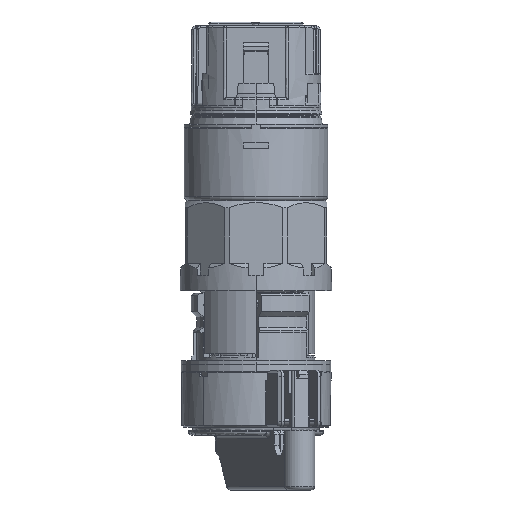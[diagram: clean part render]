
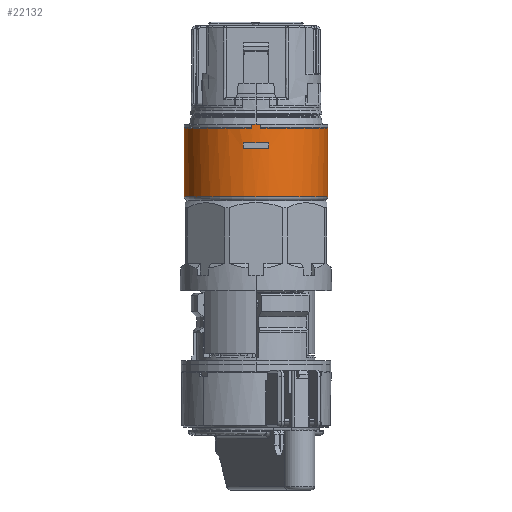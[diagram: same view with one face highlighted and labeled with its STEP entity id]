
A CAD part, front view. The second image highlights one B-rep face of the part: STEP entity #22132.
In plain terms, the highlighted cylindrical face has radius 18.25 mm (diameter 36.5 mm), a partial arc.
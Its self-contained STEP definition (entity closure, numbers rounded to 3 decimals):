
#1355 = CARTESIAN_POINT ( 'NONE',  ( 1.116, -18.216, 27.532 ) ) ;
#1666 = AXIS2_PLACEMENT_3D ( 'NONE', #41067, #86956, #106266 ) ;
#2350 = CIRCLE ( 'NONE', #74931, 18.25 ) ;
#2802 = CARTESIAN_POINT ( 'NONE',  ( -18.25, 0., 0. ) ) ;
#3518 = CARTESIAN_POINT ( 'NONE',  ( 3.295, -17.95, 21.948 ) ) ;
#3819 = DIRECTION ( 'NONE',  ( 0., 0., 1. ) ) ;
#4727 = CIRCLE ( 'NONE', #1666, 18.25 ) ;
#5004 = CARTESIAN_POINT ( 'NONE',  ( 0., 0., 9.698 ) ) ;
#5262 = CARTESIAN_POINT ( 'NONE',  ( 18.25, 0., 27.198 ) ) ;
#7841 = CARTESIAN_POINT ( 'NONE',  ( -3.295, -17.95, 21.948 ) ) ;
#8244 = CYLINDRICAL_SURFACE ( 'NONE', #58528, 18.25 ) ;
#8673 = VECTOR ( 'NONE', #58563, 1000. ) ;
#9413 = ORIENTED_EDGE ( 'NONE', *, *, #114666, .T. ) ;
#9528 = VERTEX_POINT ( 'NONE', #3518 ) ;
#9756 = VERTEX_POINT ( 'NONE', #7841 ) ;
#10157 = DIRECTION ( 'NONE',  ( 0., 0., 1. ) ) ;
#11464 = VERTEX_POINT ( 'NONE', #90692 ) ;
#12580 = EDGE_CURVE ( 'NONE', #18211, #22357, #2350, .T. ) ;
#12940 = EDGE_CURVE ( 'NONE', #31027, #11464, #16606, .T. ) ;
#12950 = EDGE_LOOP ( 'NONE', ( #36736, #80765, #85859, #92509, #24521, #59560, #45628, #35991 ) ) ;
#13199 =( BOUNDED_CURVE ( )  B_SPLINE_CURVE ( 3, ( #31231, #113695, #40096, #114888 ),
 .UNSPECIFIED., .F., .F. ) 
 B_SPLINE_CURVE_WITH_KNOTS ( ( 4, 4 ),
 ( 4.648, 4.658 ),
 .UNSPECIFIED. ) 
 CURVE ( )  GEOMETRIC_REPRESENTATION_ITEM ( )  RATIONAL_B_SPLINE_CURVE ( ( 1., 1., 1., 1. ) ) 
 REPRESENTATION_ITEM ( '' )  );
#13280 = CARTESIAN_POINT ( 'NONE',  ( 0., 0., 0. ) ) ;
#13677 = DIRECTION ( 'NONE',  ( 0., 0., 1. ) ) ;
#14391 = AXIS2_PLACEMENT_3D ( 'NONE', #56014, #65697, #65318 ) ;
#14720 = VERTEX_POINT ( 'NONE', #50058 ) ;
#15253 =( BOUNDED_CURVE ( )  B_SPLINE_CURVE ( 3, ( #93136, #56510, #1355, #66193 ),
 .UNSPECIFIED., .F., .F. ) 
 B_SPLINE_CURVE_WITH_KNOTS ( ( 4, 4 ),
 ( 1.626, 1.635 ),
 .UNSPECIFIED. ) 
 CURVE ( )  GEOMETRIC_REPRESENTATION_ITEM ( )  RATIONAL_B_SPLINE_CURVE ( ( 1., 1., 1., 1. ) ) 
 REPRESENTATION_ITEM ( '' )  );
#16606 = LINE ( 'NONE', #2802, #103083 ) ;
#18211 = VERTEX_POINT ( 'NONE', #18608 ) ;
#18608 = CARTESIAN_POINT ( 'NONE',  ( -3.295, -17.95, 23.448 ) ) ;
#22132 = ADVANCED_FACE ( 'NONE', ( #40042, #61560 ), #8244, .T. ) ;
#22357 = VERTEX_POINT ( 'NONE', #82950 ) ;
#24136 = EDGE_CURVE ( 'NONE', #101990, #88737, #82815, .T. ) ;
#24521 = ORIENTED_EDGE ( 'NONE', *, *, #113746, .F. ) ;
#27015 = CARTESIAN_POINT ( 'NONE',  ( -18.25, 0., 9.698 ) ) ;
#29568 = AXIS2_PLACEMENT_3D ( 'NONE', #34074, #89187, #98450 ) ;
#30595 = CIRCLE ( 'NONE', #14391, 18.25 ) ;
#31027 = VERTEX_POINT ( 'NONE', #27015 ) ;
#31231 = CARTESIAN_POINT ( 'NONE',  ( -1.175, -18.212, 27.198 ) ) ;
#34074 = CARTESIAN_POINT ( 'NONE',  ( 0., 0., 28.198 ) ) ;
#35991 = ORIENTED_EDGE ( 'NONE', *, *, #44256, .F. ) ;
#36260 = EDGE_CURVE ( 'NONE', #105465, #102305, #13199, .T. ) ;
#36736 = ORIENTED_EDGE ( 'NONE', *, *, #12940, .F. ) ;
#37621 = DIRECTION ( 'NONE',  ( 0., 0., 1. ) ) ;
#39600 = VECTOR ( 'NONE', #37621, 1000. ) ;
#40042 = FACE_OUTER_BOUND ( 'NONE', #12950, .T. ) ;
#40096 = CARTESIAN_POINT ( 'NONE',  ( -1.057, -18.219, 27.865 ) ) ;
#41067 = CARTESIAN_POINT ( 'NONE',  ( 0., 0., 21.948 ) ) ;
#41627 = CARTESIAN_POINT ( 'NONE',  ( 0., 0., 27.198 ) ) ;
#44256 = EDGE_CURVE ( 'NONE', #11464, #105465, #30595, .T. ) ;
#45628 = ORIENTED_EDGE ( 'NONE', *, *, #36260, .F. ) ;
#48445 = CARTESIAN_POINT ( 'NONE',  ( -3.295, -17.95, 0. ) ) ;
#50058 = CARTESIAN_POINT ( 'NONE',  ( 0.999, -18.223, 28.198 ) ) ;
#50373 = CIRCLE ( 'NONE', #104481, 18.25 ) ;
#54635 = EDGE_LOOP ( 'NONE', ( #9413, #61439, #74713, #81249 ) ) ;
#55334 = CARTESIAN_POINT ( 'NONE',  ( -1.175, -18.212, 27.198 ) ) ;
#56014 = CARTESIAN_POINT ( 'NONE',  ( 0., 0., 27.198 ) ) ;
#56484 = CARTESIAN_POINT ( 'NONE',  ( 0., 0., 23.448 ) ) ;
#56510 = CARTESIAN_POINT ( 'NONE',  ( 1.057, -18.219, 27.865 ) ) ;
#58528 = AXIS2_PLACEMENT_3D ( 'NONE', #13280, #13677, #77796 ) ;
#58563 = DIRECTION ( 'NONE',  ( 0., 0., -1. ) ) ;
#58657 = CIRCLE ( 'NONE', #113801, 18.25 ) ;
#59270 = EDGE_CURVE ( 'NONE', #22357, #9528, #101025, .T. ) ;
#59560 = ORIENTED_EDGE ( 'NONE', *, *, #86409, .F. ) ;
#59955 = CARTESIAN_POINT ( 'NONE',  ( 18.25, 0., 9.698 ) ) ;
#60189 = DIRECTION ( 'NONE',  ( -1., 0., 0. ) ) ;
#61439 = ORIENTED_EDGE ( 'NONE', *, *, #12580, .T. ) ;
#61560 = FACE_BOUND ( 'NONE', #54635, .T. ) ;
#63573 = CIRCLE ( 'NONE', #29568, 18.25 ) ;
#65318 = DIRECTION ( 'NONE',  ( 1., 0., 0. ) ) ;
#65697 = DIRECTION ( 'NONE',  ( 0., 0., 1. ) ) ;
#65826 = CARTESIAN_POINT ( 'NONE',  ( 18.25, 0., 0. ) ) ;
#66193 = CARTESIAN_POINT ( 'NONE',  ( 1.175, -18.212, 27.198 ) ) ;
#67109 = VECTOR ( 'NONE', #94308, 1000. ) ;
#69977 = LINE ( 'NONE', #48445, #67109 ) ;
#74673 = DIRECTION ( 'NONE',  ( 1., 0., 0. ) ) ;
#74713 = ORIENTED_EDGE ( 'NONE', *, *, #59270, .T. ) ;
#74931 = AXIS2_PLACEMENT_3D ( 'NONE', #56484, #10157, #74673 ) ;
#76899 = DIRECTION ( 'NONE',  ( 0., 0., 1. ) ) ;
#77609 = VERTEX_POINT ( 'NONE', #103384 ) ;
#77796 = DIRECTION ( 'NONE',  ( 1., 0., 0. ) ) ;
#78156 = EDGE_CURVE ( 'NONE', #31027, #101990, #58657, .T. ) ;
#80765 = ORIENTED_EDGE ( 'NONE', *, *, #78156, .T. ) ;
#81249 = ORIENTED_EDGE ( 'NONE', *, *, #84302, .T. ) ;
#82815 = LINE ( 'NONE', #65826, #39600 ) ;
#82950 = CARTESIAN_POINT ( 'NONE',  ( 3.295, -17.95, 23.448 ) ) ;
#84302 = EDGE_CURVE ( 'NONE', #9528, #9756, #4727, .T. ) ;
#85859 = ORIENTED_EDGE ( 'NONE', *, *, #24136, .T. ) ;
#86409 = EDGE_CURVE ( 'NONE', #102305, #14720, #63573, .T. ) ;
#86956 = DIRECTION ( 'NONE',  ( 0., 0., -1. ) ) ;
#87280 = EDGE_CURVE ( 'NONE', #77609, #88737, #50373, .T. ) ;
#88737 = VERTEX_POINT ( 'NONE', #5262 ) ;
#89187 = DIRECTION ( 'NONE',  ( 0., 0., 1. ) ) ;
#90692 = CARTESIAN_POINT ( 'NONE',  ( -18.25, 0., 27.198 ) ) ;
#92509 = ORIENTED_EDGE ( 'NONE', *, *, #87280, .F. ) ;
#93136 = CARTESIAN_POINT ( 'NONE',  ( 0.999, -18.223, 28.198 ) ) ;
#94308 = DIRECTION ( 'NONE',  ( 0., 0., 1. ) ) ;
#94365 = DIRECTION ( 'NONE',  ( 0., 0., 1. ) ) ;
#95546 = CARTESIAN_POINT ( 'NONE',  ( 3.295, -17.95, 0. ) ) ;
#98450 = DIRECTION ( 'NONE',  ( 1., 0., 0. ) ) ;
#101025 = LINE ( 'NONE', #95546, #8673 ) ;
#101990 = VERTEX_POINT ( 'NONE', #59955 ) ;
#102305 = VERTEX_POINT ( 'NONE', #112173 ) ;
#103083 = VECTOR ( 'NONE', #76899, 1000. ) ;
#103384 = CARTESIAN_POINT ( 'NONE',  ( 1.175, -18.212, 27.198 ) ) ;
#104481 = AXIS2_PLACEMENT_3D ( 'NONE', #41627, #3819, #114838 ) ;
#105465 = VERTEX_POINT ( 'NONE', #55334 ) ;
#106266 = DIRECTION ( 'NONE',  ( -1., 0., 0. ) ) ;
#112173 = CARTESIAN_POINT ( 'NONE',  ( -0.999, -18.223, 28.198 ) ) ;
#113695 = CARTESIAN_POINT ( 'NONE',  ( -1.116, -18.216, 27.532 ) ) ;
#113746 = EDGE_CURVE ( 'NONE', #14720, #77609, #15253, .T. ) ;
#113801 = AXIS2_PLACEMENT_3D ( 'NONE', #5004, #94365, #60189 ) ;
#114666 = EDGE_CURVE ( 'NONE', #9756, #18211, #69977, .T. ) ;
#114838 = DIRECTION ( 'NONE',  ( 1., 0., 0. ) ) ;
#114888 = CARTESIAN_POINT ( 'NONE',  ( -0.999, -18.223, 28.198 ) ) ;
